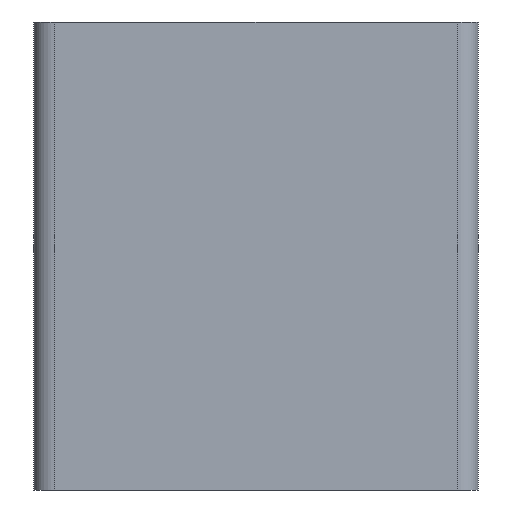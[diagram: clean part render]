
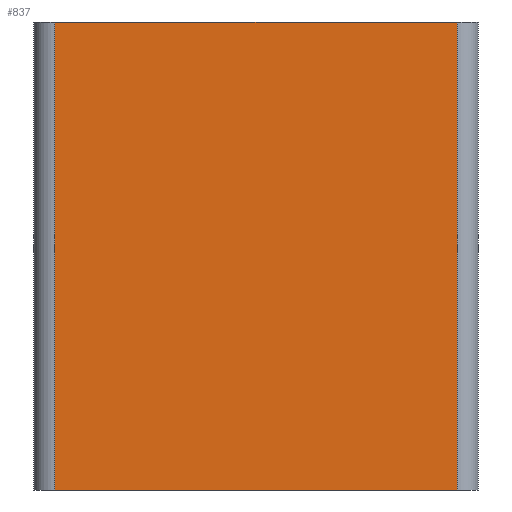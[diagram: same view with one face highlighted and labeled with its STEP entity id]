
A CAD part, front view. The second image highlights one B-rep face of the part: STEP entity #837.
In plain terms, the highlighted planar face has unit normal (0, -1, 0).
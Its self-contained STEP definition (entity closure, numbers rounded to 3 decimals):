
#779=CARTESIAN_POINT('',(43.,-47.5,100.0));
#780=VERTEX_POINT('',#779);
#788=CARTESIAN_POINT('',(43.,-47.5,0.0));
#789=VERTEX_POINT('',#788);
#790=CARTESIAN_POINT('',(43.,-47.5,0.0));
#791=DIRECTION('',(0.0,0.0,1.0));
#792=VECTOR('',#791,100.0);
#793=LINE('',#790,#792);
#794=EDGE_CURVE('',#789,#780,#793,.T.);
#807=CARTESIAN_POINT('',(43.,-47.5,0.0));
#808=DIRECTION('',(0.0,-1.0,0.0));
#809=DIRECTION('',(0.0,0.0,-1.0));
#810=AXIS2_PLACEMENT_3D('',#807,#808,#809);
#811=PLANE('',#810);
#812=CARTESIAN_POINT('',(-43.,-47.5,100.0));
#813=VERTEX_POINT('',#812);
#814=CARTESIAN_POINT('',(43.,-47.5,100.0));
#815=DIRECTION('',(-1.0,0.0,0.0));
#816=VECTOR('',#815,86.);
#817=LINE('',#814,#816);
#818=EDGE_CURVE('',#780,#813,#817,.T.);
#819=ORIENTED_EDGE('',*,*,#818,.T.);
#820=CARTESIAN_POINT('',(-43.,-47.5,0.0));
#821=VERTEX_POINT('',#820);
#822=CARTESIAN_POINT('',(-43.,-47.5,0.0));
#823=DIRECTION('',(0.0,0.0,1.0));
#824=VECTOR('',#823,100.0);
#825=LINE('',#822,#824);
#826=EDGE_CURVE('',#821,#813,#825,.T.);
#827=ORIENTED_EDGE('',*,*,#826,.F.);
#828=CARTESIAN_POINT('',(43.,-47.5,0.0));
#829=DIRECTION('',(-1.0,0.0,0.0));
#830=VECTOR('',#829,86.);
#831=LINE('',#828,#830);
#832=EDGE_CURVE('',#789,#821,#831,.T.);
#833=ORIENTED_EDGE('',*,*,#832,.F.);
#834=ORIENTED_EDGE('',*,*,#794,.T.);
#835=EDGE_LOOP('',(#819,#827,#833,#834));
#836=FACE_OUTER_BOUND('',#835,.T.);
#837=ADVANCED_FACE('',(#836),#811,.T.);
